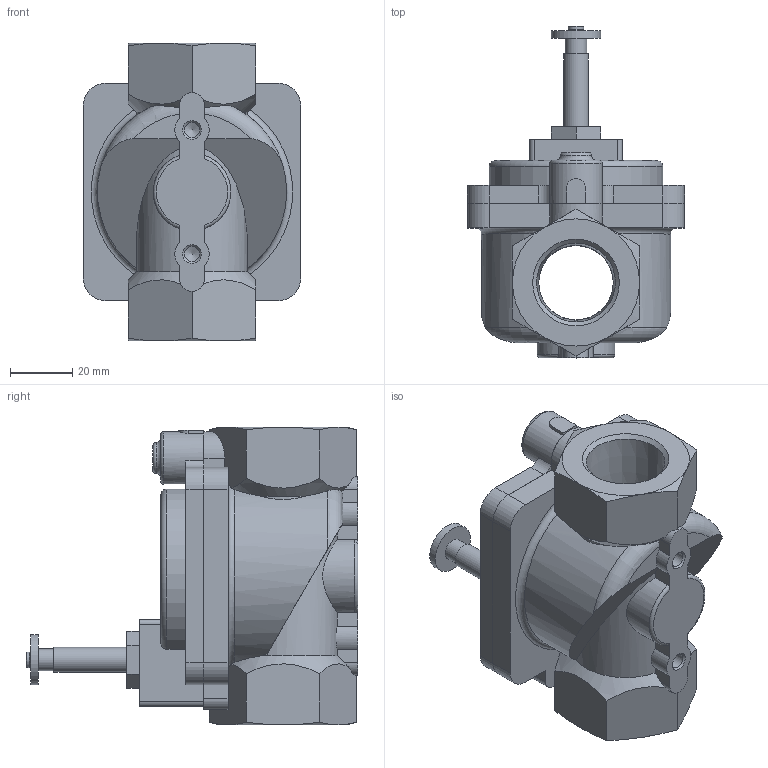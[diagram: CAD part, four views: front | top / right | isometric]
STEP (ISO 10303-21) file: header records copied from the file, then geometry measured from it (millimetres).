
FILE_DESCRIPTION(/* description */ ('STEP AP214'),/* implementation_level */ '2;1');
FILE_NAME(/* name */ '546157_VZWM-L-M22C-N34-F4',/* time_stamp */ '2024-09-18T10:32:51+02:00',/* author */ ('License CC BY-ND 4.0'),/* organization */ ('CADENAS'),/* preprocessor_version */ 'ST-DEVELOPER v19.3',/* originating_system */ 'PARTsolutions',/* authorisation */ ' ');
FILE_SCHEMA (('AP203_CONFIGURATION_CONTROLLED_3D_DESIGN_OF_MECHANICAL_PARTS_AND_ASSEMBLIES_MIM_LF { 1 0 10303 203 3 1 4 }','FEATURE_BASED_PROCESS_PLANNING','AUTOMOTIVE_DESIGN {1 0 10303 214 3 1 1}'));
Length unit declared in the file: millimetre
Products named in the file (3): 546157 VZWM-L-M22C-N34-F4; 546157VZWM-L-M22C-N34-F4_H; 546157VZWM-L-M22C-N34-F4_T
Assembly tree (2 placements, depth 2):
  546157 VZWM-L-M22C-N34-F4
    546157VZWM-L-M22C-N34-F4_H
    546157VZWM-L-M22C-N34-F4_T
Bounding box: 70 x 107 x 96 mm (x, y, z)
Volume: 211070.1 mm3; surface area: 48252 mm2
Topology: 2 solids, 2 shells, 154 faces, 409 edges, 267 vertices
Faces by surface type: plane 73, cylinder 45, cone 26, torus 10
Full cylindrical faces by diameter (mm): 4.917 x2, 5 x1, 7 x1, 8 x1, 9 x4, 16 x1, 17 x1, 24 x1
Entity records: 4862 total; most frequent: CARTESIAN_POINT 1126, ORIENTED_EDGE 752, DIRECTION 736, EDGE_CURVE 376, AXIS2_PLACEMENT_3D 282, VERTEX_POINT 261, FACE_BOUND 199, EDGE_LOOP 197
